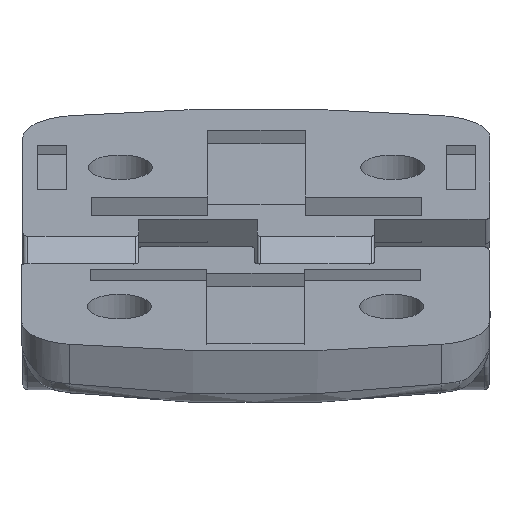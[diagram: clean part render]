
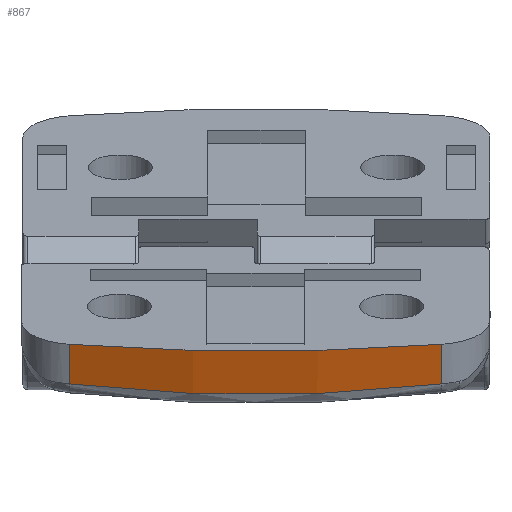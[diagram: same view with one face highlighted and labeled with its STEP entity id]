
A CAD part, front view. The second image highlights one B-rep face of the part: STEP entity #867.
In plain terms, the highlighted cylindrical face has radius 100 mm (diameter 200 mm), a partial arc.
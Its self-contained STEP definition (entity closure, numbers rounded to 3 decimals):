
#175 = LINE ( 'NONE', #176, #526 ) ;
#176 = CARTESIAN_POINT ( 'NONE',  ( 19.149, 15.9, -27.649 ) ) ;
#177 = DIRECTION ( 'NONE',  ( 0., -1., 0. ) ) ;
#378 = CIRCLE ( 'NONE', #407, 100. ) ;
#407 = AXIS2_PLACEMENT_3D ( 'NONE', #1079, #1488, #1490 ) ;
#526 = VECTOR ( 'NONE', #177, 1000. ) ;
#553 = AXIS2_PLACEMENT_3D ( 'NONE', #1780, #1320, #1593 ) ;
#567 = VECTOR ( 'NONE', #1104, 1000. ) ;
#684 = B_SPLINE_CURVE_WITH_KNOTS ( 'NONE', 3,
 ( #6773, #6772, #6781, #6782, #6783, #6784, #6785, #6786, #6787, #6788, #6789, #6790 ),
 .UNSPECIFIED., .F., .F.,
 ( 4, 2, 2, 2, 2, 4 ),
 ( 0.004, 0.014, 0.023, 0.033, 0.038, 0.043 ),
 .UNSPECIFIED. ) ;
#827 = EDGE_CURVE ( 'NONE', #4460, #4386, #1576, .T. ) ;
#850 = EDGE_CURVE ( 'NONE', #4654, #4386, #378, .T. ) ;
#867 = ADVANCED_FACE ( 'NONE', ( #1081 ), #1092, .T. ) ;
#964 = EDGE_CURVE ( 'NONE', #4553, #4654, #175, .T. ) ;
#1079 = CARTESIAN_POINT ( 'NONE',  ( 0., 0., 70.5 ) ) ;
#1081 = FACE_OUTER_BOUND ( 'NONE', #4470, .T. ) ;
#1087 = CARTESIAN_POINT ( 'NONE',  ( -19.149, 15.9, -27.649 ) ) ;
#1092 = CYLINDRICAL_SURFACE ( 'NONE', #553, 100. ) ;
#1104 = DIRECTION ( 'NONE',  ( 0., -1., 0. ) ) ;
#1320 = DIRECTION ( 'NONE',  ( 0., -1., 0. ) ) ;
#1488 = DIRECTION ( 'NONE',  ( 0., 1., 0. ) ) ;
#1490 = DIRECTION ( 'NONE',  ( 0., 0., -1. ) ) ;
#1576 = LINE ( 'NONE', #1087, #567 ) ;
#1593 = DIRECTION ( 'NONE',  ( 0., 0., -1. ) ) ;
#1780 = CARTESIAN_POINT ( 'NONE',  ( 0., 8.5, 70.5 ) ) ;
#4386 = VERTEX_POINT ( 'NONE', #6243 ) ;
#4460 = VERTEX_POINT ( 'NONE', #6269 ) ;
#4470 = EDGE_LOOP ( 'NONE', ( #5408, #5463, #5437, #5430 ) ) ;
#4553 = VERTEX_POINT ( 'NONE', #6315 ) ;
#4654 = VERTEX_POINT ( 'NONE', #6378 ) ;
#5408 = ORIENTED_EDGE ( 'NONE', *, *, #827, .F. ) ;
#5430 = ORIENTED_EDGE ( 'NONE', *, *, #850, .T. ) ;
#5437 = ORIENTED_EDGE ( 'NONE', *, *, #964, .T. ) ;
#5463 = ORIENTED_EDGE ( 'NONE', *, *, #6859, .T. ) ;
#6243 = CARTESIAN_POINT ( 'NONE',  ( -19.149, 0., -27.649 ) ) ;
#6269 = CARTESIAN_POINT ( 'NONE',  ( -19.149, 4.401, -27.649 ) ) ;
#6315 = CARTESIAN_POINT ( 'NONE',  ( 19.149, 4.401, -27.649 ) ) ;
#6378 = CARTESIAN_POINT ( 'NONE',  ( 19.149, 0., -27.649 ) ) ;
#6772 = CARTESIAN_POINT ( 'NONE',  ( -15.979, 4.555, -28.268 ) ) ;
#6773 = CARTESIAN_POINT ( 'NONE',  ( -19.149, 4.401, -27.649 ) ) ;
#6781 = CARTESIAN_POINT ( 'NONE',  ( -12.802, 4.663, -28.729 ) ) ;
#6782 = CARTESIAN_POINT ( 'NONE',  ( -6.436, 4.805, -29.344 ) ) ;
#6783 = CARTESIAN_POINT ( 'NONE',  ( -3.247, 4.84, -29.498 ) ) ;
#6784 = CARTESIAN_POINT ( 'NONE',  ( 3.143, 4.841, -29.502 ) ) ;
#6785 = CARTESIAN_POINT ( 'NONE',  ( 6.344, 4.807, -29.351 ) ) ;
#6786 = CARTESIAN_POINT ( 'NONE',  ( 11.155, 4.7, -28.889 ) ) ;
#6787 = CARTESIAN_POINT ( 'NONE',  ( 12.764, 4.654, -28.695 ) ) ;
#6788 = CARTESIAN_POINT ( 'NONE',  ( 15.968, 4.544, -28.23 ) ) ;
#6789 = CARTESIAN_POINT ( 'NONE',  ( 17.562, 4.478, -27.959 ) ) ;
#6790 = CARTESIAN_POINT ( 'NONE',  ( 19.149, 4.401, -27.649 ) ) ;
#6859 = EDGE_CURVE ( 'NONE', #4460, #4553, #684, .T. ) ;
